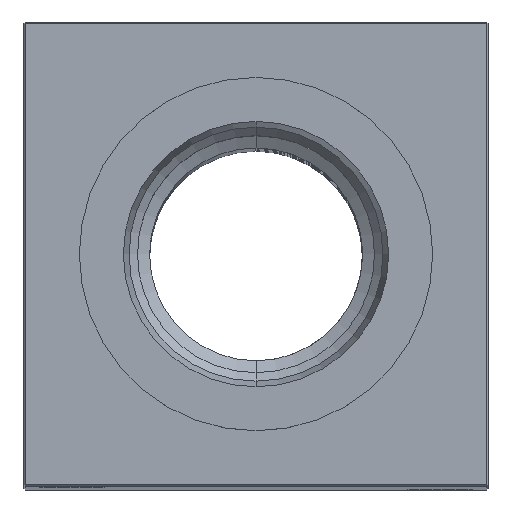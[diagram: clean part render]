
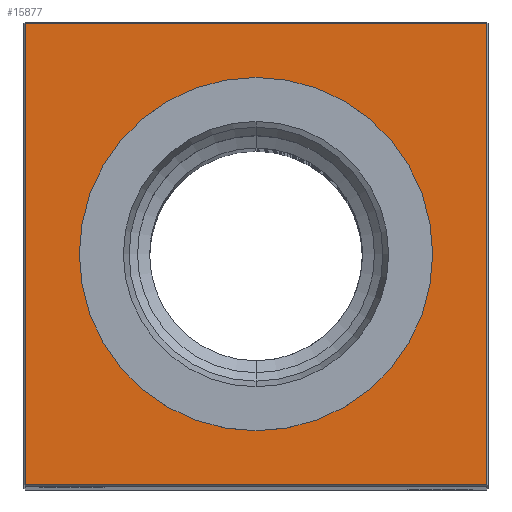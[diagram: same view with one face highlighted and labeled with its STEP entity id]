
A CAD part, top view. The second image highlights one B-rep face of the part: STEP entity #15877.
In plain terms, the highlighted planar face has unit normal (0, 0, 1).
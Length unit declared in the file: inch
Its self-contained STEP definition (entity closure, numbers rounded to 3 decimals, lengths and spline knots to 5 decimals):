
#715 = DIRECTION ( 'NONE',  ( -1., 0., 0. ) ) ;
#731 = VECTOR ( 'NONE', #3943, 39.37008 ) ;
#1745 = CIRCLE ( 'NONE', #6110, 1.14173 ) ;
#2189 = DIRECTION ( 'NONE',  ( 1., 0., 0. ) ) ;
#2759 = DIRECTION ( 'NONE',  ( 0., 0., -1. ) ) ;
#2790 = VECTOR ( 'NONE', #2189, 39.37008 ) ;
#3917 = VERTEX_POINT ( 'NONE', #19162 ) ;
#3943 = DIRECTION ( 'NONE',  ( 0., -1., 0. ) ) ;
#4809 = DIRECTION ( 'NONE',  ( 0., 0., -1. ) ) ;
#4941 = FACE_OUTER_BOUND ( 'NONE', #8722, .T. ) ;
#5193 = VERTEX_POINT ( 'NONE', #14658 ) ;
#5306 = EDGE_LOOP ( 'NONE', ( #23422, #24770 ) ) ;
#5507 = CIRCLE ( 'NONE', #21653, 1.14173 ) ;
#5772 = EDGE_CURVE ( 'NONE', #5193, #3917, #5507, .T. ) ;
#6103 = VERTEX_POINT ( 'NONE', #21739 ) ;
#6110 = AXIS2_PLACEMENT_3D ( 'NONE', #10984, #4809, #16990 ) ;
#6400 = EDGE_CURVE ( 'NONE', #21292, #7211, #6411, .T. ) ;
#6411 = LINE ( 'NONE', #14461, #731 ) ;
#6881 = DIRECTION ( 'NONE',  ( -1., 0., 0. ) ) ;
#7020 = DIRECTION ( 'NONE',  ( 0., 0., -1. ) ) ;
#7211 = VERTEX_POINT ( 'NONE', #19534 ) ;
#8244 = ORIENTED_EDGE ( 'NONE', *, *, #6400, .T. ) ;
#8722 = EDGE_LOOP ( 'NONE', ( #8244, #22064, #12795, #20318 ) ) ;
#10072 = LINE ( 'NONE', #18135, #14136 ) ;
#10482 = CARTESIAN_POINT ( 'NONE',  ( 1.49, 1.49, 14. ) ) ;
#10679 = LINE ( 'NONE', #25286, #2790 ) ;
#10984 = CARTESIAN_POINT ( 'NONE',  ( 0., 0., 14. ) ) ;
#11275 = CARTESIAN_POINT ( 'NONE',  ( 1.49, 0., 14. ) ) ;
#12198 = VECTOR ( 'NONE', #19323, 39.37008 ) ;
#12795 = ORIENTED_EDGE ( 'NONE', *, *, #22065, .T. ) ;
#12879 = PLANE ( 'NONE',  #18148 ) ;
#14136 = VECTOR ( 'NONE', #24662, 39.37008 ) ;
#14461 = CARTESIAN_POINT ( 'NONE',  ( -1.49, 0., 14. ) ) ;
#14658 = CARTESIAN_POINT ( 'NONE',  ( 0., -1.14173, 14. ) ) ;
#15877 = ADVANCED_FACE ( 'NONE', ( #4941, #19163 ), #12879, .F. ) ;
#16990 = DIRECTION ( 'NONE',  ( -1., 0., 0. ) ) ;
#18135 = CARTESIAN_POINT ( 'NONE',  ( 0., 1.49, 14. ) ) ;
#18148 = AXIS2_PLACEMENT_3D ( 'NONE', #21619, #2759, #715 ) ;
#18961 = EDGE_CURVE ( 'NONE', #3917, #5193, #1745, .T. ) ;
#19162 = CARTESIAN_POINT ( 'NONE',  ( 0., 1.14173, 14. ) ) ;
#19163 = FACE_BOUND ( 'NONE', #5306, .T. ) ;
#19307 = VERTEX_POINT ( 'NONE', #10482 ) ;
#19323 = DIRECTION ( 'NONE',  ( 0., 1., 0. ) ) ;
#19465 = LINE ( 'NONE', #11275, #12198 ) ;
#19534 = CARTESIAN_POINT ( 'NONE',  ( -1.49, -1.49, 14. ) ) ;
#20318 = ORIENTED_EDGE ( 'NONE', *, *, #25133, .T. ) ;
#21292 = VERTEX_POINT ( 'NONE', #22402 ) ;
#21619 = CARTESIAN_POINT ( 'NONE',  ( 0., 0., 14. ) ) ;
#21653 = AXIS2_PLACEMENT_3D ( 'NONE', #25593, #7020, #6881 ) ;
#21739 = CARTESIAN_POINT ( 'NONE',  ( 1.49, -1.49, 14. ) ) ;
#22064 = ORIENTED_EDGE ( 'NONE', *, *, #24774, .T. ) ;
#22065 = EDGE_CURVE ( 'NONE', #6103, #19307, #19465, .T. ) ;
#22402 = CARTESIAN_POINT ( 'NONE',  ( -1.49, 1.49, 14. ) ) ;
#23422 = ORIENTED_EDGE ( 'NONE', *, *, #18961, .T. ) ;
#24662 = DIRECTION ( 'NONE',  ( -1., 0., 0. ) ) ;
#24770 = ORIENTED_EDGE ( 'NONE', *, *, #5772, .T. ) ;
#24774 = EDGE_CURVE ( 'NONE', #7211, #6103, #10679, .T. ) ;
#25133 = EDGE_CURVE ( 'NONE', #19307, #21292, #10072, .T. ) ;
#25286 = CARTESIAN_POINT ( 'NONE',  ( 0., -1.49, 14. ) ) ;
#25593 = CARTESIAN_POINT ( 'NONE',  ( 0., 0., 14. ) ) ;
